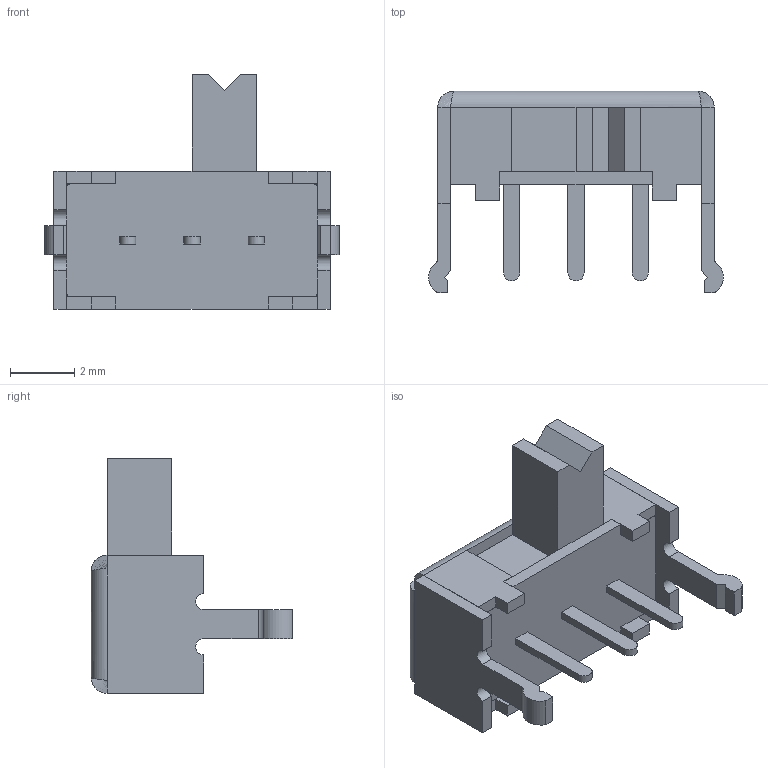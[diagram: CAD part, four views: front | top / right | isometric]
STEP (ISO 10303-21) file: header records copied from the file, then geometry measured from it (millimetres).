
FILE_DESCRIPTION (( 'STEP AP214' ), '1' );
FILE_NAME ('1825232-1.STEP', '2022-11-16T13:25:36', ( '' ), ( '' ), 'SwSTEP 2.0', 'SolidWorks 2017', '' );
FILE_SCHEMA (( 'AUTOMOTIVE_DESIGN' ));
Length unit declared in the file: millimetre
Products named in the file (1): 1825232-1
Bounding box: 9.17 x 6.27 x 7.3 mm (x, y, z)
Volume: 121.3 mm3; surface area: 374 mm2
Topology: 5 solids, 5 shells, 140 faces, 342 edges, 208 vertices
Faces by surface type: plane 101, cylinder 27, bspline 8, sphere 4
Entity records: 4298 total; most frequent: CARTESIAN_POINT 1007, ORIENTED_EDGE 676, DIRECTION 626, EDGE_CURVE 338, LINE 284, VECTOR 284, VERTEX_POINT 208, AXIS2_PLACEMENT_3D 171
